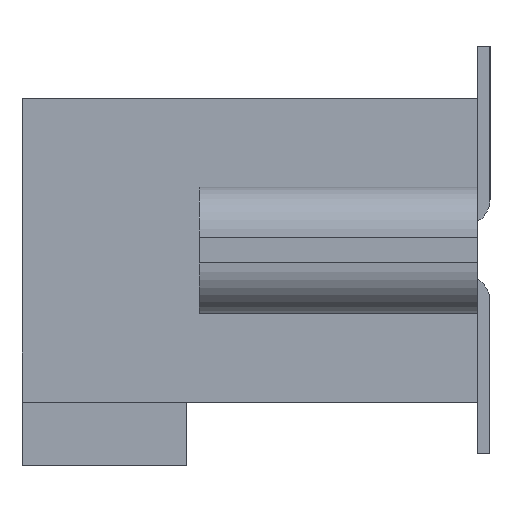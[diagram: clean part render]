
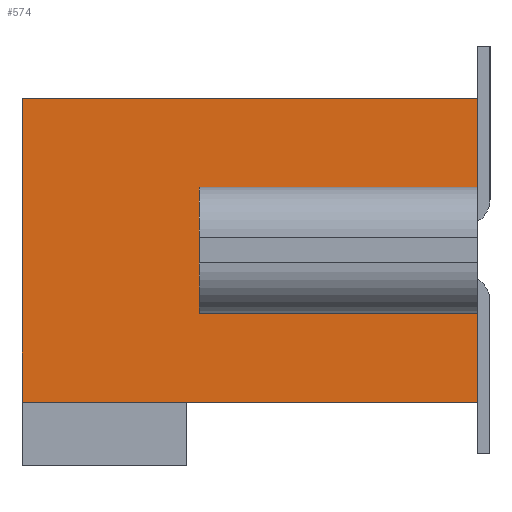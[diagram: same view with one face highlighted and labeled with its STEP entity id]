
A CAD part, left-side view. The second image highlights one B-rep face of the part: STEP entity #574.
In plain terms, the highlighted planar face has unit normal (-1, 0, 0).
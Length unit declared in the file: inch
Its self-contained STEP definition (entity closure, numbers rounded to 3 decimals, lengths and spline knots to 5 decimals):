
#574 = ADVANCED_FACE( '', ( #1142 ), #1143, .T. );
#1142 = FACE_OUTER_BOUND( '', #1692, .T. );
#1143 = PLANE( '', #1693 );
#1692 = EDGE_LOOP( '', ( #3242, #3243, #3244, #3245, #3246, #3247, #3248, #3249 ) );
#1693 = AXIS2_PLACEMENT_3D( '', #3250, #3251, #3252 );
#3242 = ORIENTED_EDGE( '', *, *, #3758, .F. );
#3243 = ORIENTED_EDGE( '', *, *, #3733, .F. );
#3244 = ORIENTED_EDGE( '', *, *, #3892, .T. );
#3245 = ORIENTED_EDGE( '', *, *, #3855, .T. );
#3246 = ORIENTED_EDGE( '', *, *, #3683, .F. );
#3247 = ORIENTED_EDGE( '', *, *, #3715, .F. );
#3248 = ORIENTED_EDGE( '', *, *, #3891, .T. );
#3249 = ORIENTED_EDGE( '', *, *, #3397, .T. );
#3250 = CARTESIAN_POINT( '', ( -0.1325, 0., -0.06 ) );
#3251 = DIRECTION( '', ( -1., 0., 0. ) );
#3252 = DIRECTION( '', ( 0., 0., 1. ) );
#3397 = EDGE_CURVE( '', #4098, #4096, #4099, .T. );
#3683 = EDGE_CURVE( '', #4546, #4548, #4549, .T. );
#3715 = EDGE_CURVE( '', #4595, #4546, #4596, .T. );
#3733 = EDGE_CURVE( '', #4615, #4617, #4618, .T. );
#3758 = EDGE_CURVE( '', #4617, #4096, #4655, .T. );
#3855 = EDGE_CURVE( '', #4763, #4548, #4764, .T. );
#3891 = EDGE_CURVE( '', #4595, #4098, #4803, .T. );
#3892 = EDGE_CURVE( '', #4615, #4763, #4804, .T. );
#4096 = VERTEX_POINT( '', #5092 );
#4098 = VERTEX_POINT( '', #5095 );
#4099 = LINE( '', #5096, #5097 );
#4546 = VERTEX_POINT( '', #5746 );
#4548 = VERTEX_POINT( '', #5749 );
#4549 = LINE( '', #5750, #5751 );
#4595 = VERTEX_POINT( '', #5814 );
#4596 = LINE( '', #5815, #5816 );
#4615 = VERTEX_POINT( '', #5844 );
#4617 = VERTEX_POINT( '', #5847 );
#4618 = LINE( '', #5848, #5849 );
#4655 = LINE( '', #5906, #5907 );
#4763 = VERTEX_POINT( '', #6057 );
#4764 = LINE( '', #6058, #6059 );
#4803 = LINE( '', #6109, #6110 );
#4804 = LINE( '', #6111, #6112 );
#5092 = CARTESIAN_POINT( '', ( -0.1325, 0.18, 0.06 ) );
#5095 = CARTESIAN_POINT( '', ( -0.1325, 0., 0.06 ) );
#5096 = CARTESIAN_POINT( '', ( -0.1325, 0., 0.06 ) );
#5097 = VECTOR( '', #6227, 39.37008 );
#5746 = CARTESIAN_POINT( '', ( -0.1325, 0.11, 0.025 ) );
#5749 = CARTESIAN_POINT( '', ( -0.1325, 0.11, -0.025 ) );
#5750 = CARTESIAN_POINT( '', ( -0.1325, 0.11, 0.12 ) );
#5751 = VECTOR( '', #6491, 39.37008 );
#5814 = CARTESIAN_POINT( '', ( -0.1325, 0., 0.025 ) );
#5815 = CARTESIAN_POINT( '', ( -0.1325, 0., 0.025 ) );
#5816 = VECTOR( '', #6521, 39.37008 );
#5844 = CARTESIAN_POINT( '', ( -0.1325, 0., -0.06 ) );
#5847 = CARTESIAN_POINT( '', ( -0.1325, 0.18, -0.06 ) );
#5848 = CARTESIAN_POINT( '', ( -0.1325, 0., -0.06 ) );
#5849 = VECTOR( '', #6535, 39.37008 );
#5906 = CARTESIAN_POINT( '', ( -0.1325, 0.18, -0.06 ) );
#5907 = VECTOR( '', #6562, 39.37008 );
#6057 = CARTESIAN_POINT( '', ( -0.1325, 0., -0.025 ) );
#6058 = CARTESIAN_POINT( '', ( -0.1325, 0., -0.025 ) );
#6059 = VECTOR( '', #6635, 39.37008 );
#6109 = CARTESIAN_POINT( '', ( -0.1325, 0., 0.025 ) );
#6110 = VECTOR( '', #6656, 39.37008 );
#6111 = CARTESIAN_POINT( '', ( -0.1325, 0., -0.06 ) );
#6112 = VECTOR( '', #6657, 39.37008 );
#6227 = DIRECTION( '', ( 0., 1., 0. ) );
#6491 = DIRECTION( '', ( 0., 0., -1. ) );
#6521 = DIRECTION( '', ( 0., 1., 0. ) );
#6535 = DIRECTION( '', ( 0., 1., 0. ) );
#6562 = DIRECTION( '', ( 0., 0., 1. ) );
#6635 = DIRECTION( '', ( 0., 1., 0. ) );
#6656 = DIRECTION( '', ( 0., 0., 1. ) );
#6657 = DIRECTION( '', ( 0., 0., 1. ) );
